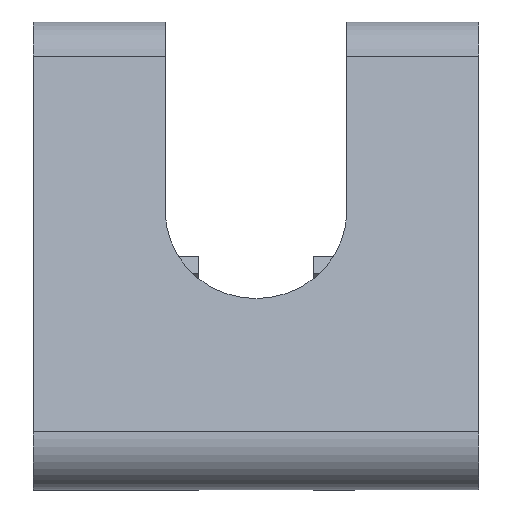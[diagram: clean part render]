
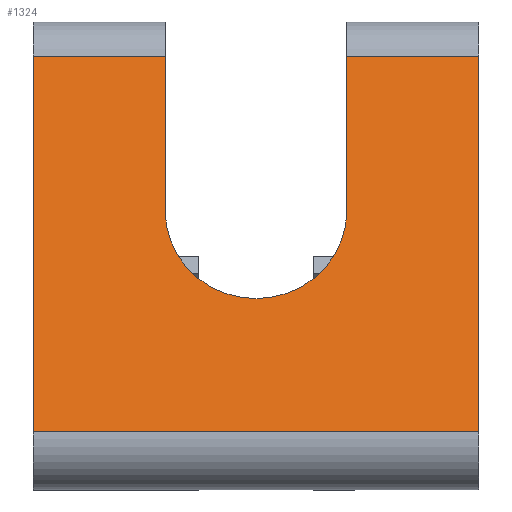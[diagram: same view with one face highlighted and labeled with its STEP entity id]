
A CAD part, front view. The second image highlights one B-rep face of the part: STEP entity #1324.
In plain terms, the highlighted planar face has unit normal (0, -0.966, 0.259).
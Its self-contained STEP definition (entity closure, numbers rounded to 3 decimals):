
#13 = ORIENTED_EDGE ( 'NONE', *, *, #911, .T. ) ;
#17 = VERTEX_POINT ( 'NONE', #1364 ) ;
#38 = DIRECTION ( 'NONE',  ( 0., -0.259, -0.966 ) ) ;
#55 = VERTEX_POINT ( 'NONE', #957 ) ;
#62 = EDGE_CURVE ( 'NONE', #277, #870, #1502, .T. ) ;
#98 = CARTESIAN_POINT ( 'NONE',  ( 0., -26.873, 15.404 ) ) ;
#107 = ORIENTED_EDGE ( 'NONE', *, *, #272, .F. ) ;
#132 = VERTEX_POINT ( 'NONE', #841 ) ;
#185 = DIRECTION ( 'NONE',  ( 0., 0.259, 0.966 ) ) ;
#189 = CIRCLE ( 'NONE', #315, 5.5 ) ;
#258 = CARTESIAN_POINT ( 'NONE',  ( -13.5, -24.362, 24.773 ) ) ;
#272 = EDGE_CURVE ( 'NONE', #1226, #337, #1269, .T. ) ;
#277 = VERTEX_POINT ( 'NONE', #890 ) ;
#293 = VECTOR ( 'NONE', #1090, 1000. ) ;
#296 = PLANE ( 'NONE',  #980 ) ;
#304 = FACE_OUTER_BOUND ( 'NONE', #311, .T. ) ;
#311 = EDGE_LOOP ( 'NONE', ( #601, #358, #958, #13, #107, #591, #692, #495, #1078 ) ) ;
#315 = AXIS2_PLACEMENT_3D ( 'NONE', #98, #1351, #1081 ) ;
#337 = VERTEX_POINT ( 'NONE', #1163 ) ;
#358 = ORIENTED_EDGE ( 'NONE', *, *, #719, .F. ) ;
#418 = VECTOR ( 'NONE', #38, 1000. ) ;
#489 = VECTOR ( 'NONE', #1468, 1000. ) ;
#495 = ORIENTED_EDGE ( 'NONE', *, *, #816, .F. ) ;
#543 = EDGE_CURVE ( 'NONE', #55, #17, #1082, .T. ) ;
#544 = CARTESIAN_POINT ( 'NONE',  ( -13.5, -28.819, 8.138 ) ) ;
#591 = ORIENTED_EDGE ( 'NONE', *, *, #882, .T. ) ;
#601 = ORIENTED_EDGE ( 'NONE', *, *, #658, .F. ) ;
#621 = VECTOR ( 'NONE', #1005, 1000. ) ;
#626 = DIRECTION ( 'NONE',  ( 0., -0.259, -0.966 ) ) ;
#636 = LINE ( 'NONE', #1133, #621 ) ;
#658 = EDGE_CURVE ( 'NONE', #1621, #1374, #189, .T. ) ;
#670 = CARTESIAN_POINT ( 'NONE',  ( 0., -28.296, 10.091 ) ) ;
#676 = DIRECTION ( 'NONE',  ( 0., 0.966, -0.259 ) ) ;
#692 = ORIENTED_EDGE ( 'NONE', *, *, #543, .T. ) ;
#719 = EDGE_CURVE ( 'NONE', #277, #1621, #1572, .T. ) ;
#741 = LINE ( 'NONE', #1387, #783 ) ;
#771 = DIRECTION ( 'NONE',  ( 0., -0.966, 0.259 ) ) ;
#783 = VECTOR ( 'NONE', #1255, 1000. ) ;
#797 = CARTESIAN_POINT ( 'NONE',  ( 0., -28.819, 8.138 ) ) ;
#816 = EDGE_CURVE ( 'NONE', #132, #17, #741, .T. ) ;
#824 = EDGE_CURVE ( 'NONE', #1374, #132, #1246, .T. ) ;
#841 = CARTESIAN_POINT ( 'NONE',  ( 5.5, -26.873, 15.404 ) ) ;
#870 = VERTEX_POINT ( 'NONE', #258 ) ;
#875 = CARTESIAN_POINT ( 'NONE',  ( -5.5, -26.873, 15.404 ) ) ;
#882 = EDGE_CURVE ( 'NONE', #1226, #55, #636, .T. ) ;
#890 = CARTESIAN_POINT ( 'NONE',  ( -5.5, -24.362, 24.773 ) ) ;
#907 = AXIS2_PLACEMENT_3D ( 'NONE', #1234, #771, #626 ) ;
#911 = EDGE_CURVE ( 'NONE', #870, #337, #1165, .T. ) ;
#934 = CARTESIAN_POINT ( 'NONE',  ( 13.5, -24.362, 24.773 ) ) ;
#937 = VECTOR ( 'NONE', #1450, 1000. ) ;
#940 = CARTESIAN_POINT ( 'NONE',  ( -5.5, -26.873, 15.404 ) ) ;
#957 = CARTESIAN_POINT ( 'NONE',  ( 13.5, -24.362, 24.773 ) ) ;
#958 = ORIENTED_EDGE ( 'NONE', *, *, #62, .T. ) ;
#980 = AXIS2_PLACEMENT_3D ( 'NONE', #797, #676, #185 ) ;
#1005 = DIRECTION ( 'NONE',  ( 0., 0.259, 0.966 ) ) ;
#1077 = VECTOR ( 'NONE', #1525, 1000. ) ;
#1078 = ORIENTED_EDGE ( 'NONE', *, *, #824, .F. ) ;
#1081 = DIRECTION ( 'NONE',  ( 0., -0.259, -0.966 ) ) ;
#1082 = LINE ( 'NONE', #934, #293 ) ;
#1090 = DIRECTION ( 'NONE',  ( -1., 0., 0. ) ) ;
#1133 = CARTESIAN_POINT ( 'NONE',  ( 13.5, -28.819, 8.138 ) ) ;
#1163 = CARTESIAN_POINT ( 'NONE',  ( -13.5, -30.457, 2.025 ) ) ;
#1165 = LINE ( 'NONE', #544, #418 ) ;
#1226 = VERTEX_POINT ( 'NONE', #1393 ) ;
#1234 = CARTESIAN_POINT ( 'NONE',  ( 0., -26.873, 15.404 ) ) ;
#1246 = CIRCLE ( 'NONE', #907, 5.5 ) ;
#1255 = DIRECTION ( 'NONE',  ( 0., 0.259, 0.966 ) ) ;
#1269 = LINE ( 'NONE', #1519, #1077 ) ;
#1324 = ADVANCED_FACE ( 'NONE', ( #304 ), #296, .F. ) ;
#1351 = DIRECTION ( 'NONE',  ( 0., -0.966, 0.259 ) ) ;
#1364 = CARTESIAN_POINT ( 'NONE',  ( 5.5, -24.362, 24.773 ) ) ;
#1374 = VERTEX_POINT ( 'NONE', #670 ) ;
#1377 = CARTESIAN_POINT ( 'NONE',  ( 13.5, -24.362, 24.773 ) ) ;
#1387 = CARTESIAN_POINT ( 'NONE',  ( 5.5, -26.873, 15.404 ) ) ;
#1393 = CARTESIAN_POINT ( 'NONE',  ( 13.5, -30.457, 2.025 ) ) ;
#1450 = DIRECTION ( 'NONE',  ( 0., -0.259, -0.966 ) ) ;
#1468 = DIRECTION ( 'NONE',  ( -1., 0., 0. ) ) ;
#1502 = LINE ( 'NONE', #1377, #489 ) ;
#1519 = CARTESIAN_POINT ( 'NONE',  ( -13.5, -30.457, 2.025 ) ) ;
#1525 = DIRECTION ( 'NONE',  ( -1., 0., 0. ) ) ;
#1572 = LINE ( 'NONE', #940, #937 ) ;
#1621 = VERTEX_POINT ( 'NONE', #875 ) ;
